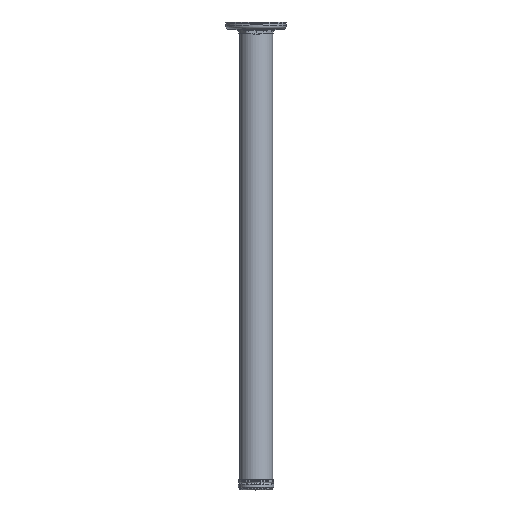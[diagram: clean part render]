
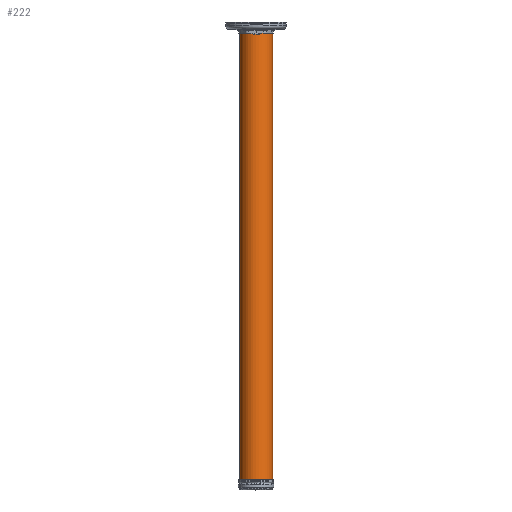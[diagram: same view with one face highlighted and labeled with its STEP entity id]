
A CAD part, front view. The second image highlights one B-rep face of the part: STEP entity #222.
In plain terms, the highlighted cylindrical face has radius 25 mm (diameter 50 mm), a partial arc.
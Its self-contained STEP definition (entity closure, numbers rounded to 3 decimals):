
#222=ADVANCED_FACE('',(#600),#601,.T.);
#600=FACE_OUTER_BOUND('',#3157,.T.);
#601=CYLINDRICAL_SURFACE('',#3158,25.0);
#3157=EDGE_LOOP('',(#4667,#4668,#4669,#4670));
#3158=AXIS2_PLACEMENT_3D('',#4671,#4672,#4673);
#4667=ORIENTED_EDGE('',*,*,#4805,.T.);
#4668=ORIENTED_EDGE('',*,*,#5001,.T.);
#4669=ORIENTED_EDGE('',*,*,#4807,.T.);
#4670=ORIENTED_EDGE('',*,*,#4965,.F.);
#4671=CARTESIAN_POINT('',(-309.947,-253.028,18375.059));
#4672=DIRECTION('',(0.,0.007,1.));
#4673=DIRECTION('',(-1.,-0.009,0.));
#4805=EDGE_CURVE('',#5322,#5323,#5324,.T.);
#4807=EDGE_CURVE('',#5327,#5325,#5328,.T.);
#4965=EDGE_CURVE('',#5322,#5325,#5624,.T.);
#5001=EDGE_CURVE('',#5323,#5327,#5683,.T.);
#5322=VERTEX_POINT('',#6175);
#5323=VERTEX_POINT('',#6176);
#5324=LINE('',#6177,#6178);
#5325=VERTEX_POINT('',#6179);
#5327=VERTEX_POINT('',#6181);
#5328=LINE('',#6182,#6183);
#5624=CIRCLE('',#6699,25.0);
#5683=CIRCLE('',#6865,25.0);
#6175=CARTESIAN_POINT('',(-284.948,-377.125,-635.048));
#6176=CARTESIAN_POINT('',(-284.948,-372.724,37.938));
#6177=CARTESIAN_POINT('',(-284.948,-374.924,-298.556));
#6178=VECTOR('',#7706,1.0);
#6179=CARTESIAN_POINT('',(-334.946,-377.561,-635.045));
#6181=CARTESIAN_POINT('',(-334.946,-373.16,37.941));
#6182=CARTESIAN_POINT('',(-334.946,-373.16,37.941));
#6183=VECTOR('',#7710,673.0);
#6699=AXIS2_PLACEMENT_3D('',#8010,#8011,#8012);
#6865=AXIS2_PLACEMENT_3D('',#8066,#8067,#8068);
#7706=DIRECTION('',(0.,0.007,1.));
#7710=DIRECTION('',(0.,-0.007,-1.));
#8010=CARTESIAN_POINT('',(-309.947,-377.343,-635.046));
#8011=DIRECTION('',(0.,-0.007,-1.));
#8012=DIRECTION('',(-1.,-0.009,0.));
#8066=CARTESIAN_POINT('',(-309.947,-372.942,37.939));
#8067=DIRECTION('',(0.,-0.007,-1.));
#8068=DIRECTION('',(-1.,-0.009,0.));
